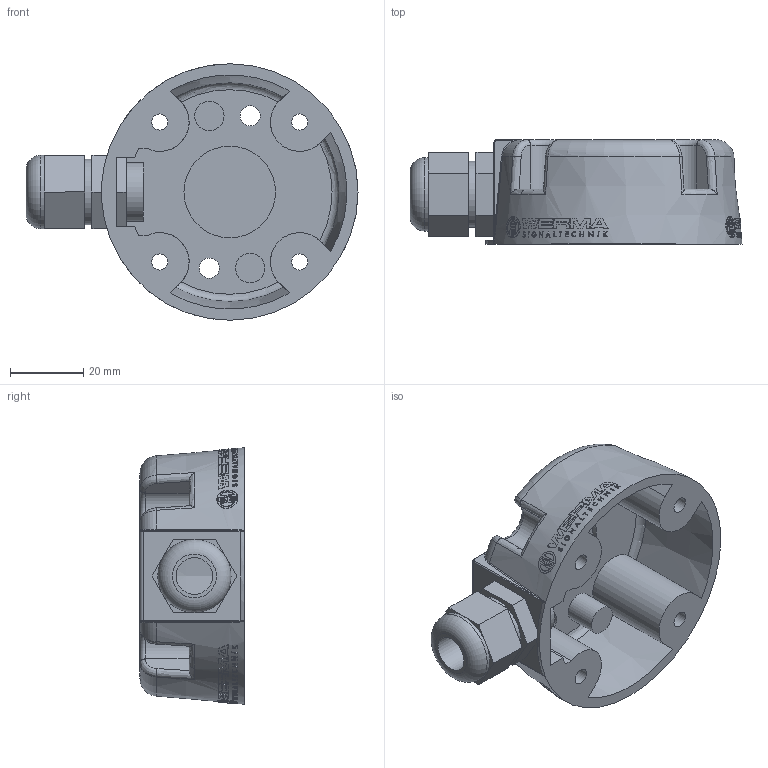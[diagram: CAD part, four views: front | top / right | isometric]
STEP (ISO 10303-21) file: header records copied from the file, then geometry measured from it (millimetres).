
FILE_DESCRIPTION(/* description */ ('Customer part'),/* implementation_level */ '2;1');
FILE_NAME(/* name */ '800000010430_PRT_000.step',/* time_stamp */ '2018-07-16T18:28:21+02:00',/* author */ ('IMPORT'),/* organization */ ('WERMA Signaltechnik GmbH+Co.KG'),/* preprocessor_version */ 'ST-DEVELOPER v17',/* originating_system */ 'Autodesk Inventor 2018',/* authorisation */ 'public');
FILE_SCHEMA (('AUTOMOTIVE_DESIGN { 1 0 10303 214 3 1 1 }'));
Length unit declared in the file: millimetre
Products named in the file (1): 800000010430
Bounding box: 90.6 x 28.5 x 70 mm (x, y, z)
Volume: 41759 mm3; surface area: 24254 mm2
Topology: 1 solids, 1 shells, 861 faces, 2302 edges, 1525 vertices
Faces by surface type: plane 584, cylinder 157, cone 77, bspline 24, torus 19
Full cylindrical faces by diameter (mm): 3.5 x2, 4.4 x4, 5.5 x4, 8 x2, 10 x1, 16 x1, 18 x1, 20 x1, 25 x1
Entity records: 30990 total; most frequent: CARTESIAN_POINT 9672, ORIENTED_EDGE 4600, DIRECTION 4342, EDGE_CURVE 2300, AXIS2_PLACEMENT_3D 1646, VERTEX_POINT 1525, LINE 1050, VECTOR 1050
